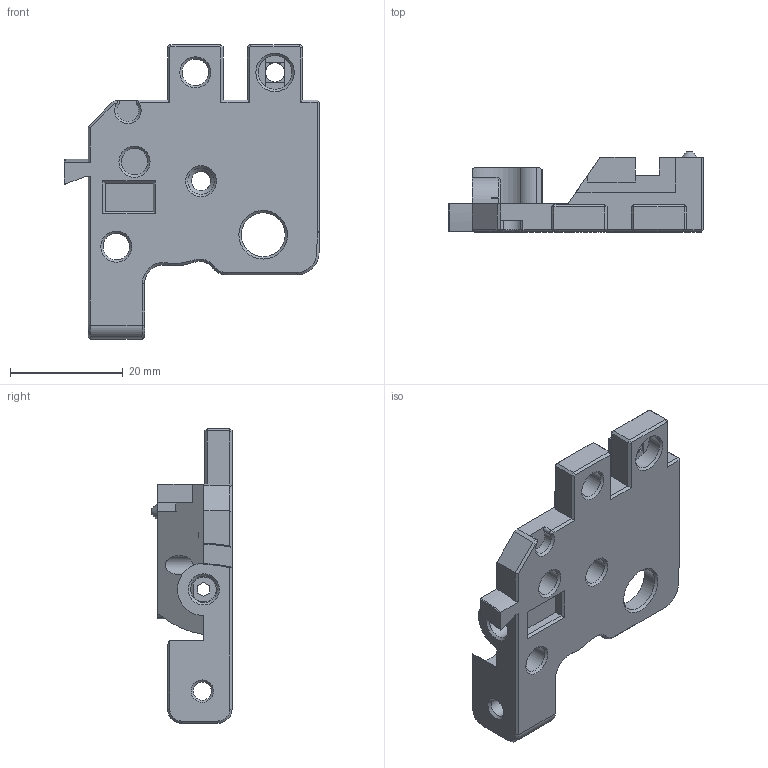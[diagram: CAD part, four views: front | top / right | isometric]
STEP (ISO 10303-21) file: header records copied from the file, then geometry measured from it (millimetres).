
FILE_DESCRIPTION(('FreeCAD Model'),'2;1');
FILE_NAME('Open CASCADE Shape Model','2025-03-05T14:01:34',( 'Theophile Boue'),('Uboe'),'Open CASCADE STEP processor 7.7', 'FreeCAD','Unknown');
FILE_SCHEMA(('AUTOMOTIVE_DESIGN { 1 0 10303 214 1 1 1 1 }'));
Length unit declared in the file: millimetre
Products named in the file (1): Encoder_Right001
Bounding box: 45.2 x 14.17 x 52.15 mm (x, y, z)
Volume: 9072 mm3; surface area: 6144.4 mm2
Topology: 1 solids, 1 shells, 419 faces, 1111 edges, 706 vertices
Faces by surface type: plane 255, bspline 77, cylinder 51, cone 31, torus 5
Full cylindrical faces by diameter (mm): 2.5 x1, 3.2 x2, 3.4 x2, 4.7 x5, 6 x1, 7.8 x1, 8.8 x1
Entity records: 17044 total; most frequent: CARTESIAN_POINT 4060, ORIENTED_EDGE 2222, DIRECTION 1852, EDGE_CURVE 1111, LINE 738, VECTOR 738, VERTEX_POINT 706, AXIS2_PLACEMENT_3D 557
